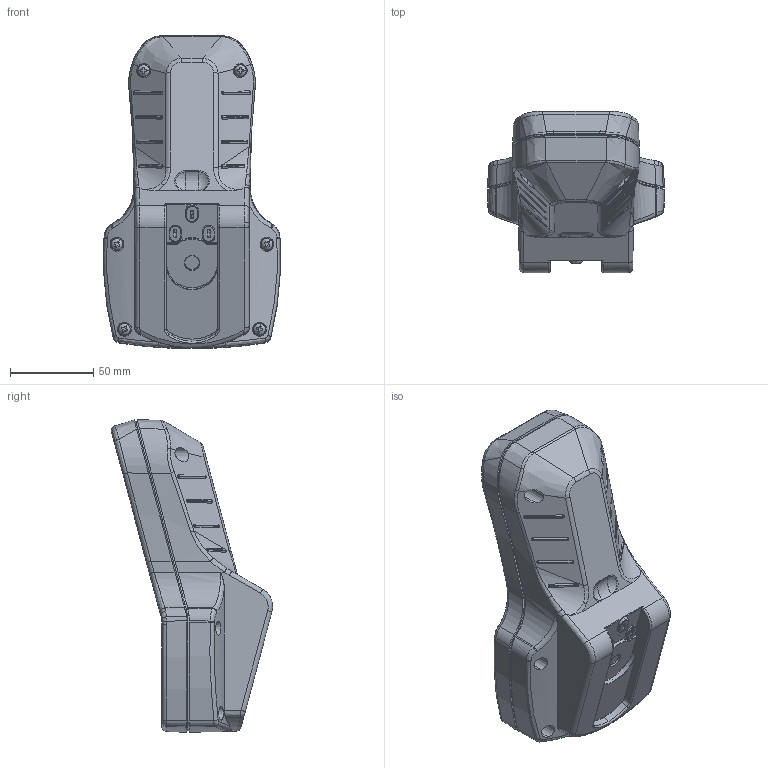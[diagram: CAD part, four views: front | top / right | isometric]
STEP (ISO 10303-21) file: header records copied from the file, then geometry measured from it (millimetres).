
FILE_DESCRIPTION (( 'STEP AP214' ), '1' );
FILE_NAME ('27020201.STEP', '2012-01-26T09:54:58', ( ' ' ), ( '' ), 'SwSTEP 2.0', 'SolidWorks 2011', '' );
FILE_SCHEMA (( 'AUTOMOTIVE_DESIGN' ));
Length unit declared in the file: millimetre
Products named in the file (6): 82158; 82007; 93356_EJOT Delta PT Schraube H 30x8 WN5411; 21336; 21337; 27020201
Assembly tree (15 placements, depth 2):
  27020201
    93356_EJOT Delta PT Schraube H 30x8 WN5411  x6
    82007
    82158  x6
    21336
    21337
Bounding box: 106 x 96.68 x 187.5 mm (x, y, z)
Volume: 88172.7 mm3; surface area: 135597.6 mm2
Topology: 14 solids, 19 shells, 3409 faces, 9212 edges, 5903 vertices
Faces by surface type: plane 1847, bspline 810, cylinder 434, cone 159, torus 109, sphere 50
Entity records: 135386 total; most frequent: CARTESIAN_POINT 58395, ORIENTED_EDGE 17496, DIRECTION 12783, EDGE_CURVE 8750, VERTEX_POINT 5619, LINE 5451, VECTOR 5451, AXIS2_PLACEMENT_3D 3666
